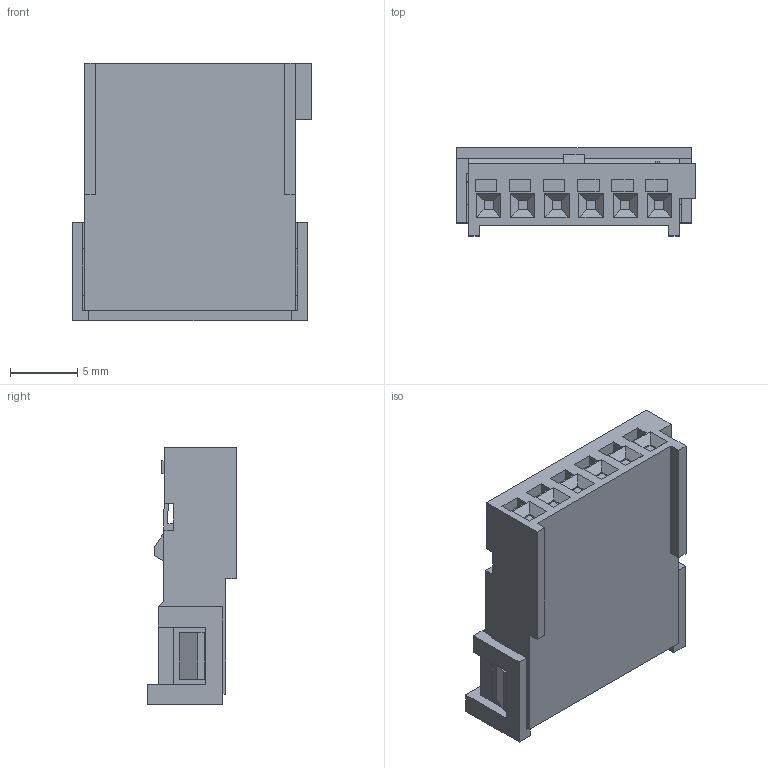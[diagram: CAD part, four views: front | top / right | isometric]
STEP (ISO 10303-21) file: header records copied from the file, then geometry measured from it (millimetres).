
FILE_DESCRIPTION((''),'2;1');
FILE_NAME('C-0936289-02-3','2007-09-06T',('workeradm'),('Tyco Electronics Corporation'),'PRO/ENGINEER BY PARAMETRIC TECHNOLOGY CORPORATION, 2005450','PRO/ENGINEER BY PARAMETRIC TECHNOLOGY CORPORATION, 2005450','');
FILE_SCHEMA(('CONFIG_CONTROL_DESIGN', 'GEOMETRIC_VALIDATION_PROPERTIES_MIM'));
Length unit declared in the file: millimetre
Products named in the file (1): C-0936289-02-3
Bounding box: 17.8 x 6.6 x 19.2 mm (x, y, z)
Volume: 1437 mm3; surface area: 1277.7 mm2
Topology: 1 solids, 1 shells, 197 faces, 507 edges, 322 vertices
Faces by surface type: plane 197
Entity records: 5938 total; most frequent: CARTESIAN_POINT 1027, ORIENTED_EDGE 1014, DIRECTION 901, VECTOR 507, LINE 507, EDGE_CURVE 507, VERTEX_POINT 322, EDGE_LOOP 213
